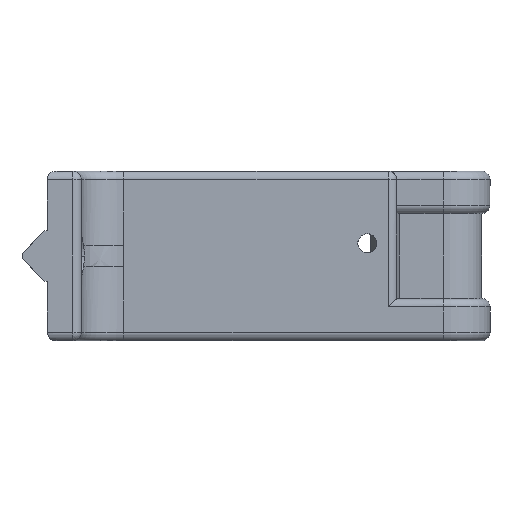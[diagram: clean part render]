
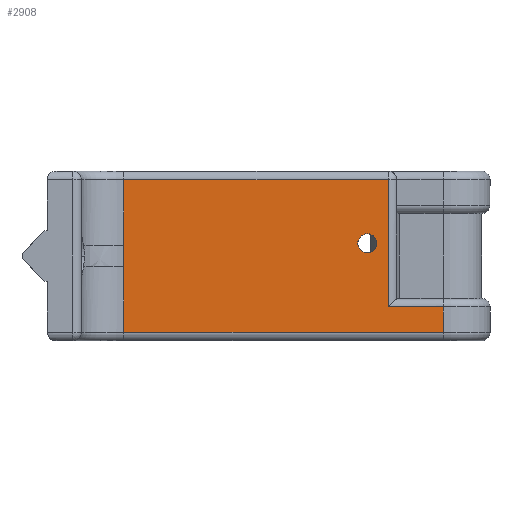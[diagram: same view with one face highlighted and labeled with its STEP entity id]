
A CAD part, front view. The second image highlights one B-rep face of the part: STEP entity #2908.
In plain terms, the highlighted planar face has unit normal (0, -1, 0).
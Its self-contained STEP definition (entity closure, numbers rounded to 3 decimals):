
#13 = EDGE_LOOP ( 'NONE', ( #4827, #6484, #7732, #48, #5532, #1791, #5258, #5404 ) ) ;
#48 = ORIENTED_EDGE ( 'NONE', *, *, #3570, .T. ) ;
#59 = CARTESIAN_POINT ( 'NONE',  ( 5.425, -21., 11.5 ) ) ;
#71 = DIRECTION ( 'NONE',  ( 0., 0., -1. ) ) ;
#94 = EDGE_CURVE ( 'NONE', #4069, #2923, #1137, .T. ) ;
#104 = CARTESIAN_POINT ( 'NONE',  ( -22.15, -21., 9.167 ) ) ;
#201 = CARTESIAN_POINT ( 'NONE',  ( -22.186, -21., 9.583 ) ) ;
#260 = VECTOR ( 'NONE', #4292, 1000. ) ;
#390 = CARTESIAN_POINT ( 'NONE',  ( 15.5, -21., 1. ) ) ;
#486 = LINE ( 'NONE', #6378, #5599 ) ;
#534 = VERTEX_POINT ( 'NONE', #2711 ) ;
#620 = VERTEX_POINT ( 'NONE', #1530 ) ;
#789 = DIRECTION ( 'NONE',  ( -1., 0., 0. ) ) ;
#1060 = FACE_BOUND ( 'NONE', #6981, .T. ) ;
#1113 = VERTEX_POINT ( 'NONE', #3860 ) ;
#1137 = LINE ( 'NONE', #2056, #3661 ) ;
#1530 = CARTESIAN_POINT ( 'NONE',  ( -22.15, -21., 11.249 ) ) ;
#1569 = CARTESIAN_POINT ( 'NONE',  ( -22.186, -21., 10.416 ) ) ;
#1791 = ORIENTED_EDGE ( 'NONE', *, *, #8838, .T. ) ;
#1804 = ORIENTED_EDGE ( 'NONE', *, *, #2248, .T. ) ;
#1815 = CARTESIAN_POINT ( 'NONE',  ( 9., -21., 4. ) ) ;
#1964 = EDGE_CURVE ( 'NONE', #2432, #9343, #5044, .T. ) ;
#2056 = CARTESIAN_POINT ( 'NONE',  ( 15.5, -21., 1. ) ) ;
#2084 = LINE ( 'NONE', #2860, #260 ) ;
#2248 = EDGE_CURVE ( 'NONE', #9394, #1113, #3584, .T. ) ;
#2432 = VERTEX_POINT ( 'NONE', #1815 ) ;
#2557 = DIRECTION ( 'NONE',  ( 0., 0., 1. ) ) ;
#2562 = VERTEX_POINT ( 'NONE', #4197 ) ;
#2602 = CARTESIAN_POINT ( 'NONE',  ( -22.15, -21., 19. ) ) ;
#2647 = EDGE_CURVE ( 'NONE', #534, #2432, #2084, .T. ) ;
#2711 = CARTESIAN_POINT ( 'NONE',  ( 15.5, -21., 4. ) ) ;
#2769 = FACE_OUTER_BOUND ( 'NONE', #13, .T. ) ;
#2836 = AXIS2_PLACEMENT_3D ( 'NONE', #5684, #6419, #3589 ) ;
#2856 = EDGE_CURVE ( 'NONE', #5825, #620, #5595, .T. ) ;
#2860 = CARTESIAN_POINT ( 'NONE',  ( 10., -21., 4. ) ) ;
#2908 = ADVANCED_FACE ( 'NONE', ( #1060, #2769 ), #7540, .F. ) ;
#2923 = VERTEX_POINT ( 'NONE', #390 ) ;
#2972 = CIRCLE ( 'NONE', #2836, 1.125 ) ;
#3570 = EDGE_CURVE ( 'NONE', #9343, #5825, #486, .T. ) ;
#3584 = CIRCLE ( 'NONE', #4641, 1.125 ) ;
#3589 = DIRECTION ( 'NONE',  ( -1., 0., 0. ) ) ;
#3661 = VECTOR ( 'NONE', #4195, 1000. ) ;
#3675 = DIRECTION ( 'NONE',  ( 0., 1., 0. ) ) ;
#3679 = CARTESIAN_POINT ( 'NONE',  ( 9., -21., 19. ) ) ;
#3860 = CARTESIAN_POINT ( 'NONE',  ( 7.675, -21., 11.5 ) ) ;
#4038 = CARTESIAN_POINT ( 'NONE',  ( -22.15, -21., 1. ) ) ;
#4069 = VERTEX_POINT ( 'NONE', #4038 ) ;
#4136 = EDGE_CURVE ( 'NONE', #534, #2923, #6035, .T. ) ;
#4195 = DIRECTION ( 'NONE',  ( 1., 0., 0. ) ) ;
#4197 = CARTESIAN_POINT ( 'NONE',  ( -22.15, -21., 8.751 ) ) ;
#4254 = VECTOR ( 'NONE', #5396, 1000. ) ;
#4292 = DIRECTION ( 'NONE',  ( -1., 0., 0. ) ) ;
#4641 = AXIS2_PLACEMENT_3D ( 'NONE', #8783, #3675, #789 ) ;
#4694 = DIRECTION ( 'NONE',  ( 0., 0., -1. ) ) ;
#4747 = CARTESIAN_POINT ( 'NONE',  ( 15.5, -21., 5. ) ) ;
#4754 = EDGE_CURVE ( 'NONE', #2562, #4069, #8162, .T. ) ;
#4827 = ORIENTED_EDGE ( 'NONE', *, *, #4136, .F. ) ;
#5044 = LINE ( 'NONE', #7649, #6193 ) ;
#5258 = ORIENTED_EDGE ( 'NONE', *, *, #4754, .T. ) ;
#5396 = DIRECTION ( 'NONE',  ( 0., 0., -1. ) ) ;
#5404 = ORIENTED_EDGE ( 'NONE', *, *, #94, .T. ) ;
#5532 = ORIENTED_EDGE ( 'NONE', *, *, #2856, .T. ) ;
#5595 = LINE ( 'NONE', #6578, #4254 ) ;
#5599 = VECTOR ( 'NONE', #7136, 1000. ) ;
#5684 = CARTESIAN_POINT ( 'NONE',  ( 6.55, -21., 11.5 ) ) ;
#5825 = VERTEX_POINT ( 'NONE', #2602 ) ;
#5954 = CARTESIAN_POINT ( 'NONE',  ( -22.15, -21., 0. ) ) ;
#6020 = VECTOR ( 'NONE', #71, 1000. ) ;
#6035 = LINE ( 'NONE', #6929, #6284 ) ;
#6193 = VECTOR ( 'NONE', #2557, 1000. ) ;
#6284 = VECTOR ( 'NONE', #4694, 1000. ) ;
#6378 = CARTESIAN_POINT ( 'NONE',  ( -22.15, -21., 19. ) ) ;
#6419 = DIRECTION ( 'NONE',  ( 0., 1., 0. ) ) ;
#6484 = ORIENTED_EDGE ( 'NONE', *, *, #2647, .T. ) ;
#6578 = CARTESIAN_POINT ( 'NONE',  ( -22.15, -21., 0. ) ) ;
#6672 = CARTESIAN_POINT ( 'NONE',  ( -22.15, -21., 11.249 ) ) ;
#6703 = CARTESIAN_POINT ( 'NONE',  ( -22.15, -21., 10.832 ) ) ;
#6706 = B_SPLINE_CURVE_WITH_KNOTS ( 'NONE', 3,
 ( #6672, #6703, #1569, #201, #104, #7377 ),
 .UNSPECIFIED., .F., .F.,
 ( 4, 2, 4 ),
 ( 0., 0.001, 0.003 ),
 .UNSPECIFIED. ) ;
#6929 = CARTESIAN_POINT ( 'NONE',  ( 15.5, -21., 5. ) ) ;
#6935 = DIRECTION ( 'NONE',  ( 0., 1., 0. ) ) ;
#6981 = EDGE_LOOP ( 'NONE', ( #1804, #9359 ) ) ;
#7136 = DIRECTION ( 'NONE',  ( -1., 0., 0. ) ) ;
#7377 = CARTESIAN_POINT ( 'NONE',  ( -22.15, -21., 8.751 ) ) ;
#7479 = AXIS2_PLACEMENT_3D ( 'NONE', #4747, #6935, #8270 ) ;
#7540 = PLANE ( 'NONE',  #7479 ) ;
#7649 = CARTESIAN_POINT ( 'NONE',  ( 9., -21., 5. ) ) ;
#7663 = EDGE_CURVE ( 'NONE', #1113, #9394, #2972, .T. ) ;
#7732 = ORIENTED_EDGE ( 'NONE', *, *, #1964, .T. ) ;
#8162 = LINE ( 'NONE', #5954, #6020 ) ;
#8270 = DIRECTION ( 'NONE',  ( -1., 0., 0. ) ) ;
#8783 = CARTESIAN_POINT ( 'NONE',  ( 6.55, -21., 11.5 ) ) ;
#8838 = EDGE_CURVE ( 'NONE', #620, #2562, #6706, .T. ) ;
#9343 = VERTEX_POINT ( 'NONE', #3679 ) ;
#9359 = ORIENTED_EDGE ( 'NONE', *, *, #7663, .T. ) ;
#9394 = VERTEX_POINT ( 'NONE', #59 ) ;
